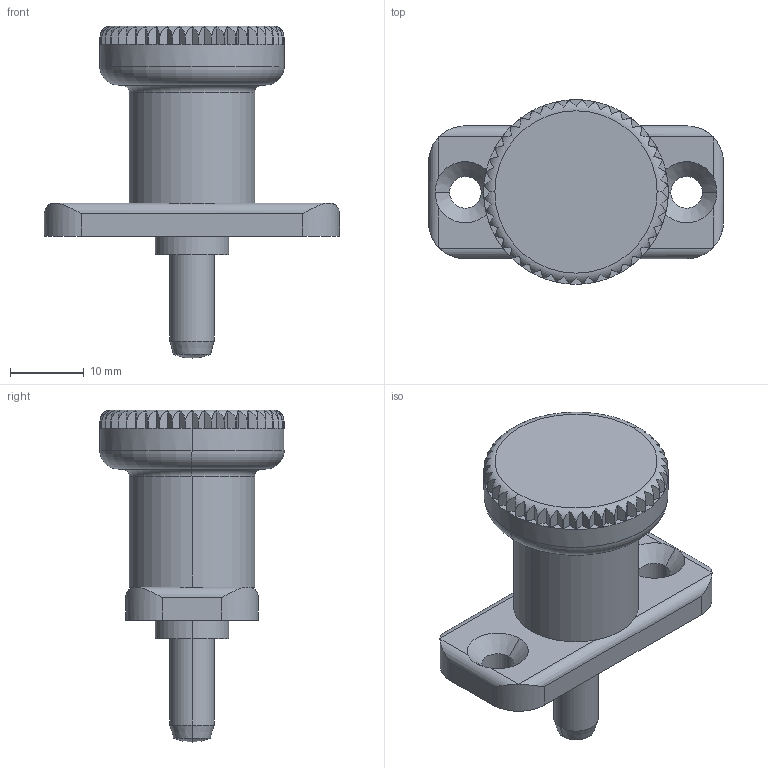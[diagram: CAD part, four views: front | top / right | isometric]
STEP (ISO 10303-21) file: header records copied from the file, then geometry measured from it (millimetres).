
FILE_DESCRIPTION(('STEP AP214'),'1');
FILE_NAME(' ',' ',('TraceParts'),('TraceParts S.A.'),'XStep 1.0',' ',' ');
FILE_SCHEMA(('automotive_design'));
Length unit declared in the file: millimetre
Products named in the file (2): 1; 2
Bounding box: 40 x 25 x 45 mm (x, y, z)
Volume: 10849.4 mm3; surface area: 4785.8 mm2
Topology: 2 solids, 2 shells, 178 faces, 508 edges, 333 vertices
Faces by surface type: plane 142, cylinder 22, torus 6, cone 6, sphere 2
Entity records: 12730 total; most frequent: CARTESIAN_POINT 2481, STYLED_ITEM 1019, PRESENTATION_STYLE_ASSIGNMENT 1019, COLOUR_RGB 1019, ORIENTED_EDGE 1012, DIRECTION 910, EDGE_CURVE 506, CURVE_STYLE 506
